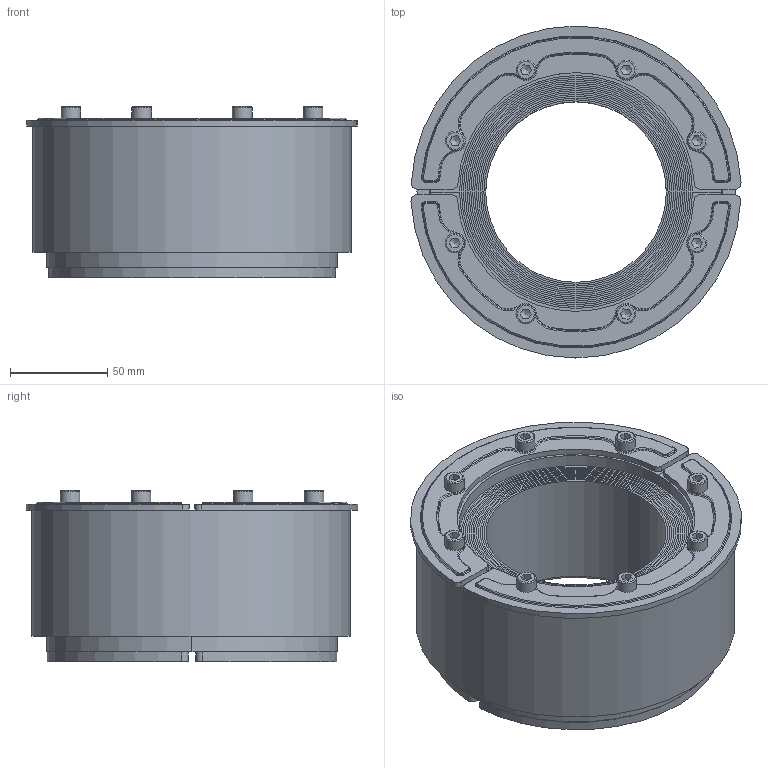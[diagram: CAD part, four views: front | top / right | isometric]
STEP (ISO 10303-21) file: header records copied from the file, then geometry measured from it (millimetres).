
FILE_DESCRIPTION((''),'2;1');
FILE_NAME('RS150WEX.stp','2014-03-15T22:14:26',('se-milkar'),(''),'Autodesk Inventor 2013','Autodesk Inventor 2013','');
FILE_SCHEMA(('AUTOMOTIVE_DESIGN { 1 2 10303 214 0 1 1 1 }'));
Length unit declared in the file: millimetre
Products named in the file (8): RS150WEX; SLRS150; RS150; RUBBER FRAME RS150 EX; 100-004887; ISO 4762 M6 x 60; FRONT FITTING RS150 EX; REAR FITTING RS150 EX
Assembly tree (18 placements, depth 3):
  RS150WEX
    SLRS150
    RS150
      RUBBER FRAME RS150 EX  x2
      100-004887  x2
      ISO 4762 M6 x 60  x8
      FRONT FITTING RS150 EX  x2
      REAR FITTING RS150 EX  x2
Bounding box: 169.99 x 171 x 88.1 mm (x, y, z)
Volume: 1003845.2 mm3; surface area: 787696.9 mm2
Topology: 43 solids, 43 shells, 466 faces, 1031 edges, 661 vertices
Faces by surface type: plane 212, cylinder 134, torus 104, cone 16
Full cylindrical faces by diameter (mm): 5.153 x8, 6 x16, 6.2 x8, 10 x8, 151 x1, 164 x1
Entity records: 5772 total; most frequent: DIRECTION 1060, CARTESIAN_POINT 900, ORIENTED_EDGE 802, AXIS2_PLACEMENT_3D 449, EDGE_CURVE 401, VERTEX_POINT 271, EDGE_LOOP 238, CIRCLE 233
